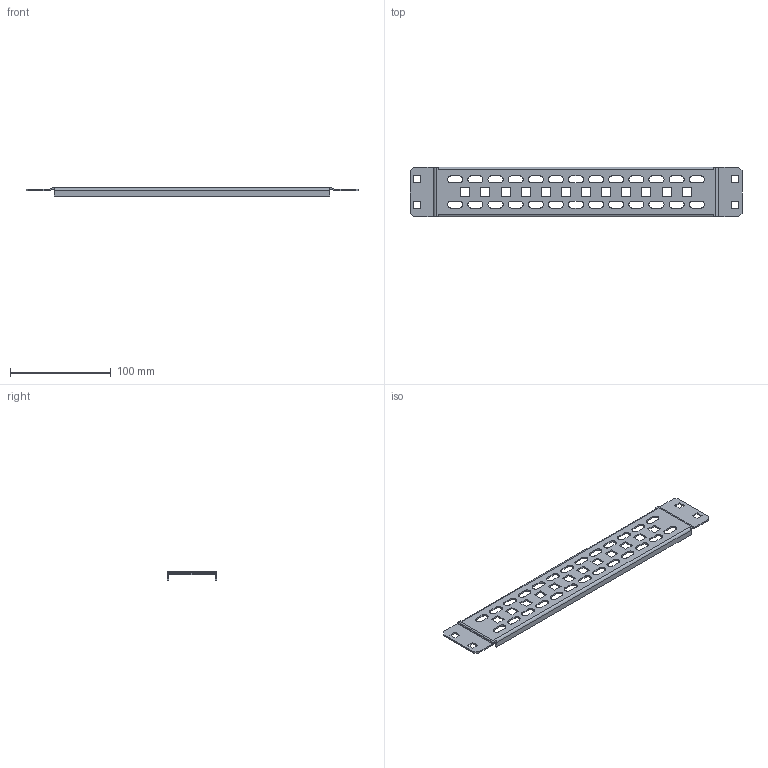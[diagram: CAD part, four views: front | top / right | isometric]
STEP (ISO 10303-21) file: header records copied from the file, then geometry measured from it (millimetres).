
FILE_DESCRIPTION (( 'STEP AP214' ), '1' );
FILE_NAME ('YKV-RB-450 Ðåéêà áîêîâàÿ äëÿ ÂÐÓ ÕÕÕÕõÕÕÕõ450 SMART (êîìï. 2øò.).STEP', '2020-02-19T14:20:06', ( '' ), ( '' ), 'SwSTEP 2.0', 'SolidWorks 2017', '' );
FILE_SCHEMA (( 'AUTOMOTIVE_DESIGN' ));
Length unit declared in the file: millimetre
Products named in the file (1): YKV-RB-450 Ðåéêà áîêîâàÿ äëÿ ÂÐÓ ÕÕÕÕõÕÕÕõ450 SMART (êîìï. 2øò.)
Bounding box: 330 x 49.5 x 8 mm (x, y, z)
Volume: 23824.3 mm3; surface area: 35237.1 mm2
Topology: 1 solids, 1 shells, 260 faces, 730 edges, 472 vertices
Faces by surface type: plane 170, cylinder 90
Entity records: 8528 total; most frequent: CARTESIAN_POINT 1463, ORIENTED_EDGE 1460, DIRECTION 1436, EDGE_CURVE 730, LINE 546, VECTOR 546, VERTEX_POINT 472, AXIS2_PLACEMENT_3D 445
